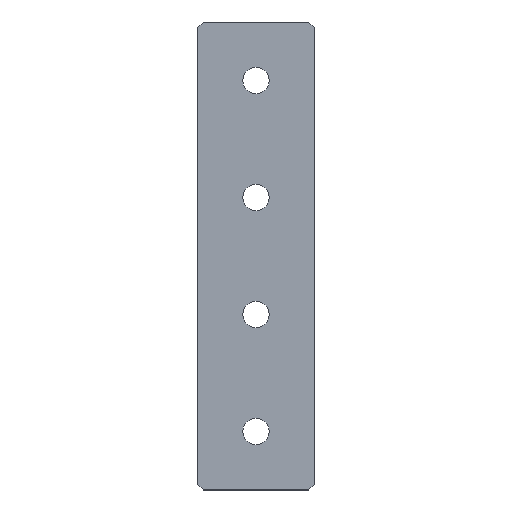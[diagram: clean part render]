
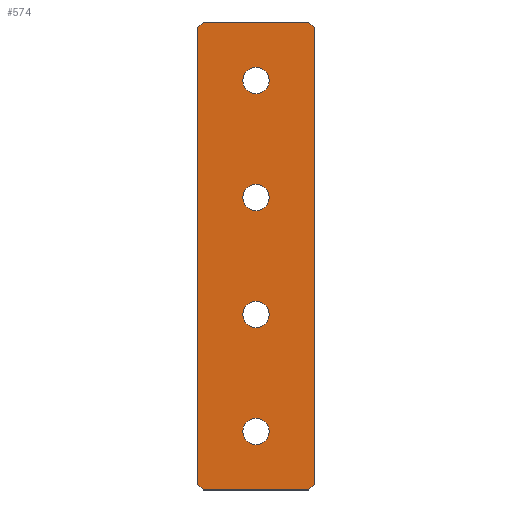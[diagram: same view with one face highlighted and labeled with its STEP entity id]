
A CAD part, top view. The second image highlights one B-rep face of the part: STEP entity #574.
In plain terms, the highlighted planar face has unit normal (0, 0, 1).
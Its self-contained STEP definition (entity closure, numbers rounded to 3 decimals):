
#1 = DIRECTION ( 'NONE',  ( -1., 0., 0. ) ) ;
#2 = DIRECTION ( 'NONE',  ( 0., 0., 1. ) ) ;
#3 = CIRCLE ( 'NONE', #360, 4.5 ) ;
#10 = AXIS2_PLACEMENT_3D ( 'NONE', #110, #162, #608 ) ;
#15 = AXIS2_PLACEMENT_3D ( 'NONE', #435, #179, #627 ) ;
#19 = ORIENTED_EDGE ( 'NONE', *, *, #172, .F. ) ;
#24 = EDGE_CURVE ( 'NONE', #65, #57, #405, .T. ) ;
#25 = VERTEX_POINT ( 'NONE', #240 ) ;
#26 = CARTESIAN_POINT ( 'NONE',  ( 0., -20., 2. ) ) ;
#30 = DIRECTION ( 'NONE',  ( -0.707, 0.707, 0. ) ) ;
#35 = EDGE_CURVE ( 'NONE', #270, #448, #140, .T. ) ;
#42 = ORIENTED_EDGE ( 'NONE', *, *, #163, .F. ) ;
#43 = EDGE_CURVE ( 'NONE', #263, #442, #540, .T. ) ;
#46 = CARTESIAN_POINT ( 'NONE',  ( -18., -80., 2. ) ) ;
#55 = DIRECTION ( 'NONE',  ( 0.707, -0.707, 0. ) ) ;
#57 = VERTEX_POINT ( 'NONE', #331 ) ;
#64 = AXIS2_PLACEMENT_3D ( 'NONE', #566, #182, #478 ) ;
#65 = VERTEX_POINT ( 'NONE', #235 ) ;
#71 = VERTEX_POINT ( 'NONE', #288 ) ;
#72 = LINE ( 'NONE', #318, #531 ) ;
#76 = VERTEX_POINT ( 'NONE', #46 ) ;
#84 = EDGE_CURVE ( 'NONE', #57, #65, #622, .T. ) ;
#89 = VECTOR ( 'NONE', #55, 1000. ) ;
#103 = VERTEX_POINT ( 'NONE', #623 ) ;
#110 = CARTESIAN_POINT ( 'NONE',  ( 0., -20., 2. ) ) ;
#113 = EDGE_CURVE ( 'NONE', #103, #25, #424, .T. ) ;
#117 = VERTEX_POINT ( 'NONE', #450 ) ;
#119 = CARTESIAN_POINT ( 'NONE',  ( -18., 80., 2. ) ) ;
#124 = ORIENTED_EDGE ( 'NONE', *, *, #316, .T. ) ;
#133 = VECTOR ( 'NONE', #343, 1000. ) ;
#140 = LINE ( 'NONE', #143, #204 ) ;
#143 = CARTESIAN_POINT ( 'NONE',  ( -20., 78., 2. ) ) ;
#146 = CARTESIAN_POINT ( 'NONE',  ( 0., 60., 2. ) ) ;
#147 = FACE_BOUND ( 'NONE', #609, .T. ) ;
#149 = VECTOR ( 'NONE', #30, 1000. ) ;
#152 = ORIENTED_EDGE ( 'NONE', *, *, #43, .F. ) ;
#155 = FACE_OUTER_BOUND ( 'NONE', #237, .T. ) ;
#162 = DIRECTION ( 'NONE',  ( 0., 0., 1. ) ) ;
#163 = EDGE_CURVE ( 'NONE', #329, #232, #338, .T. ) ;
#165 = DIRECTION ( 'NONE',  ( 1., 0., 0. ) ) ;
#168 = CARTESIAN_POINT ( 'NONE',  ( -4.5, 20., 2. ) ) ;
#172 = EDGE_CURVE ( 'NONE', #442, #263, #3, .T. ) ;
#176 = CIRCLE ( 'NONE', #495, 4.5 ) ;
#177 = CARTESIAN_POINT ( 'NONE',  ( 20., -78., 2. ) ) ;
#179 = DIRECTION ( 'NONE',  ( 0., 0., 1. ) ) ;
#182 = DIRECTION ( 'NONE',  ( 0., 0., 1. ) ) ;
#186 = CARTESIAN_POINT ( 'NONE',  ( -20., 80., 2. ) ) ;
#196 = CARTESIAN_POINT ( 'NONE',  ( 0., 0., 2. ) ) ;
#198 = CIRCLE ( 'NONE', #220, 4.5 ) ;
#199 = DIRECTION ( 'NONE',  ( 0., 0., 1. ) ) ;
#204 = VECTOR ( 'NONE', #336, 1000. ) ;
#219 = LINE ( 'NONE', #590, #265 ) ;
#220 = AXIS2_PLACEMENT_3D ( 'NONE', #26, #199, #300 ) ;
#222 = EDGE_CURVE ( 'NONE', #458, #76, #267, .T. ) ;
#226 = CARTESIAN_POINT ( 'NONE',  ( -20., 78., 2. ) ) ;
#229 = CARTESIAN_POINT ( 'NONE',  ( 0., 60., 2. ) ) ;
#232 = VERTEX_POINT ( 'NONE', #168 ) ;
#233 = DIRECTION ( 'NONE',  ( 1., 0., 0. ) ) ;
#235 = CARTESIAN_POINT ( 'NONE',  ( -4.5, -60., 2. ) ) ;
#237 = EDGE_LOOP ( 'NONE', ( #124, #395, #282, #307, #418, #314, #251, #321 ) ) ;
#238 = AXIS2_PLACEMENT_3D ( 'NONE', #440, #2, #393 ) ;
#240 = CARTESIAN_POINT ( 'NONE',  ( 20., 78., 2. ) ) ;
#245 = EDGE_CURVE ( 'NONE', #117, #71, #198, .T. ) ;
#246 = DIRECTION ( 'NONE',  ( 0., 1., 0. ) ) ;
#251 = ORIENTED_EDGE ( 'NONE', *, *, #603, .T. ) ;
#258 = CARTESIAN_POINT ( 'NONE',  ( -18., -80., 2. ) ) ;
#262 = ORIENTED_EDGE ( 'NONE', *, *, #268, .F. ) ;
#263 = VERTEX_POINT ( 'NONE', #552 ) ;
#265 = VECTOR ( 'NONE', #509, 1000. ) ;
#266 = VERTEX_POINT ( 'NONE', #315 ) ;
#267 = LINE ( 'NONE', #258, #89 ) ;
#268 = EDGE_CURVE ( 'NONE', #232, #329, #176, .T. ) ;
#270 = VERTEX_POINT ( 'NONE', #119 ) ;
#281 = CARTESIAN_POINT ( 'NONE',  ( 4.5, 60., 2. ) ) ;
#282 = ORIENTED_EDGE ( 'NONE', *, *, #283, .T. ) ;
#283 = EDGE_CURVE ( 'NONE', #76, #266, #72, .T. ) ;
#285 = CIRCLE ( 'NONE', #10, 4.5 ) ;
#288 = CARTESIAN_POINT ( 'NONE',  ( 4.5, -20., 2. ) ) ;
#289 = FACE_BOUND ( 'NONE', #499, .T. ) ;
#290 = AXIS2_PLACEMENT_3D ( 'NONE', #229, #618, #525 ) ;
#295 = LINE ( 'NONE', #186, #133 ) ;
#298 = EDGE_LOOP ( 'NONE', ( #306, #613 ) ) ;
#300 = DIRECTION ( 'NONE',  ( 1., 0., 0. ) ) ;
#306 = ORIENTED_EDGE ( 'NONE', *, *, #325, .F. ) ;
#307 = ORIENTED_EDGE ( 'NONE', *, *, #358, .T. ) ;
#314 = ORIENTED_EDGE ( 'NONE', *, *, #366, .T. ) ;
#315 = CARTESIAN_POINT ( 'NONE',  ( 18., -80., 2. ) ) ;
#316 = EDGE_CURVE ( 'NONE', #448, #458, #219, .T. ) ;
#318 = CARTESIAN_POINT ( 'NONE',  ( -20., -80., 2. ) ) ;
#321 = ORIENTED_EDGE ( 'NONE', *, *, #35, .T. ) ;
#325 = EDGE_CURVE ( 'NONE', #71, #117, #285, .T. ) ;
#329 = VERTEX_POINT ( 'NONE', #363 ) ;
#331 = CARTESIAN_POINT ( 'NONE',  ( 4.5, -60., 2. ) ) ;
#333 = CARTESIAN_POINT ( 'NONE',  ( -20., -78., 2. ) ) ;
#336 = DIRECTION ( 'NONE',  ( -0.707, -0.707, 0. ) ) ;
#338 = CIRCLE ( 'NONE', #238, 4.5 ) ;
#342 = DIRECTION ( 'NONE',  ( 0., 0., 1. ) ) ;
#343 = DIRECTION ( 'NONE',  ( -1., 0., 0. ) ) ;
#352 = VECTOR ( 'NONE', #246, 1000. ) ;
#358 = EDGE_CURVE ( 'NONE', #266, #103, #616, .T. ) ;
#360 = AXIS2_PLACEMENT_3D ( 'NONE', #146, #342, #233 ) ;
#363 = CARTESIAN_POINT ( 'NONE',  ( 4.5, 20., 2. ) ) ;
#366 = EDGE_CURVE ( 'NONE', #25, #558, #611, .T. ) ;
#377 = CARTESIAN_POINT ( 'NONE',  ( 18., 80., 2. ) ) ;
#384 = ORIENTED_EDGE ( 'NONE', *, *, #84, .F. ) ;
#388 = VECTOR ( 'NONE', #419, 1000. ) ;
#393 = DIRECTION ( 'NONE',  ( 1., 0., 0. ) ) ;
#394 = PLANE ( 'NONE',  #536 ) ;
#395 = ORIENTED_EDGE ( 'NONE', *, *, #222, .T. ) ;
#405 = CIRCLE ( 'NONE', #64, 4.5 ) ;
#414 = DIRECTION ( 'NONE',  ( 0., 0., 1. ) ) ;
#418 = ORIENTED_EDGE ( 'NONE', *, *, #113, .T. ) ;
#419 = DIRECTION ( 'NONE',  ( 0.707, 0.707, 0. ) ) ;
#422 = ORIENTED_EDGE ( 'NONE', *, *, #24, .F. ) ;
#424 = LINE ( 'NONE', #586, #352 ) ;
#435 = CARTESIAN_POINT ( 'NONE',  ( 0., -60., 2. ) ) ;
#439 = FACE_BOUND ( 'NONE', #468, .T. ) ;
#440 = CARTESIAN_POINT ( 'NONE',  ( 0., 20., 2. ) ) ;
#442 = VERTEX_POINT ( 'NONE', #281 ) ;
#448 = VERTEX_POINT ( 'NONE', #226 ) ;
#450 = CARTESIAN_POINT ( 'NONE',  ( -4.5, -20., 2. ) ) ;
#458 = VERTEX_POINT ( 'NONE', #333 ) ;
#468 = EDGE_LOOP ( 'NONE', ( #42, #262 ) ) ;
#478 = DIRECTION ( 'NONE',  ( 1., 0., 0. ) ) ;
#491 = CARTESIAN_POINT ( 'NONE',  ( 18., 80., 2. ) ) ;
#495 = AXIS2_PLACEMENT_3D ( 'NONE', #506, #414, #605 ) ;
#499 = EDGE_LOOP ( 'NONE', ( #384, #422 ) ) ;
#506 = CARTESIAN_POINT ( 'NONE',  ( 0., 20., 2. ) ) ;
#509 = DIRECTION ( 'NONE',  ( 0., -1., 0. ) ) ;
#525 = DIRECTION ( 'NONE',  ( 1., 0., 0. ) ) ;
#531 = VECTOR ( 'NONE', #165, 1000. ) ;
#536 = AXIS2_PLACEMENT_3D ( 'NONE', #196, #582, #1 ) ;
#540 = CIRCLE ( 'NONE', #290, 4.5 ) ;
#552 = CARTESIAN_POINT ( 'NONE',  ( -4.5, 60., 2. ) ) ;
#558 = VERTEX_POINT ( 'NONE', #491 ) ;
#566 = CARTESIAN_POINT ( 'NONE',  ( 0., -60., 2. ) ) ;
#574 = ADVANCED_FACE ( 'NONE', ( #147, #439, #628, #289, #155 ), #394, .F. ) ;
#582 = DIRECTION ( 'NONE',  ( 0., 0., -1. ) ) ;
#586 = CARTESIAN_POINT ( 'NONE',  ( 20., -80., 2. ) ) ;
#590 = CARTESIAN_POINT ( 'NONE',  ( -20., -80., 2. ) ) ;
#603 = EDGE_CURVE ( 'NONE', #558, #270, #295, .T. ) ;
#605 = DIRECTION ( 'NONE',  ( 1., 0., 0. ) ) ;
#608 = DIRECTION ( 'NONE',  ( 1., 0., 0. ) ) ;
#609 = EDGE_LOOP ( 'NONE', ( #19, #152 ) ) ;
#611 = LINE ( 'NONE', #377, #149 ) ;
#613 = ORIENTED_EDGE ( 'NONE', *, *, #245, .F. ) ;
#616 = LINE ( 'NONE', #177, #388 ) ;
#618 = DIRECTION ( 'NONE',  ( 0., 0., 1. ) ) ;
#622 = CIRCLE ( 'NONE', #15, 4.5 ) ;
#623 = CARTESIAN_POINT ( 'NONE',  ( 20., -78., 2. ) ) ;
#627 = DIRECTION ( 'NONE',  ( 1., 0., 0. ) ) ;
#628 = FACE_BOUND ( 'NONE', #298, .T. ) ;
